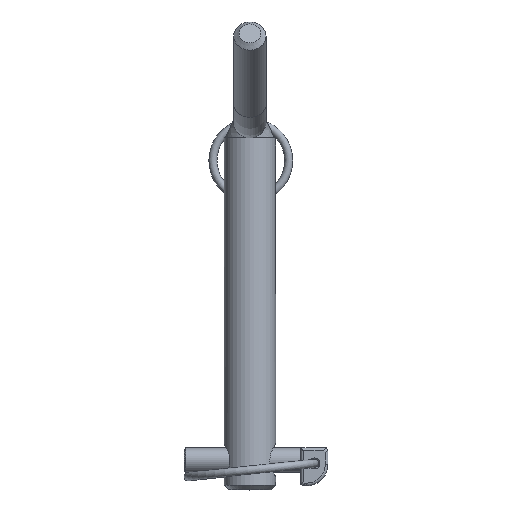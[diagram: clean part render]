
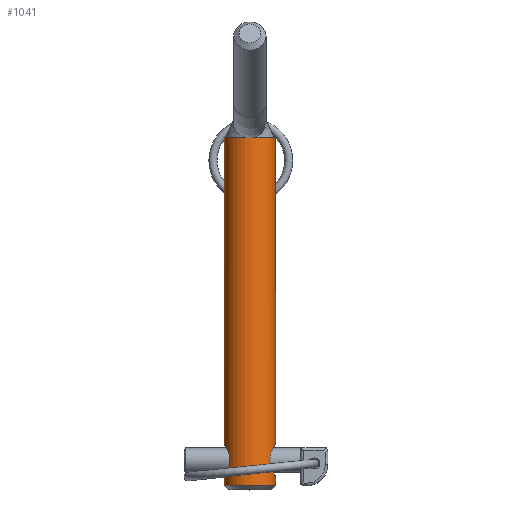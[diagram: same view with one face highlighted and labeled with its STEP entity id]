
A CAD part, top view. The second image highlights one B-rep face of the part: STEP entity #1041.
In plain terms, the highlighted cylindrical face has radius 9.5 mm (diameter 19 mm), a full revolution.
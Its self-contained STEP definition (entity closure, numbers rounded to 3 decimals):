
#72=FACE_BOUND('',#388,.T.);
#75=CIRCLE('',#1272,9.5);
#76=CIRCLE('',#1273,9.5);
#78=CIRCLE('',#1276,9.5);
#163=CYLINDRICAL_SURFACE('',#1275,9.5);
#188=LINE('',#12844,#244);
#189=LINE('',#12865,#245);
#244=VECTOR('',#1427,9.5);
#245=VECTOR('',#1428,9.5);
#323=FACE_OUTER_BOUND('',#387,.T.);
#387=EDGE_LOOP('',(#763,#764,#765,#766,#767,#768,#769,#770,#771));
#388=EDGE_LOOP('',(#772,#773));
#455=B_SPLINE_CURVE_WITH_KNOTS('',3,(#12846,#12847,#12848,#12849,#12850,
#12851,#12852,#12853,#12854,#12855,#12856,#12857,#12858,#12859,#12860,#12861,
#12862,#12863,#12864),.UNSPECIFIED.,.F.,.F.,(4,2,2,2,3,2,2,2,4),(2.81,
3.043,3.276,3.511,3.747,3.982,
4.217,4.45,4.683),.UNSPECIFIED.);
#456=B_SPLINE_CURVE_WITH_KNOTS('',3,(#12866,#12867,#12868,#12869,#12870,
#12871,#12872,#12873,#12874,#12875,#12876,#12877,#12878,#12879,#12880,#12881,
#12882,#12883),.UNSPECIFIED.,.F.,.F.,(4,2,2,2,2,2,2,2,4),(0.937,
1.17,1.403,1.638,1.873,2.108,
2.344,2.577,2.81),.UNSPECIFIED.);
#457=B_SPLINE_CURVE_WITH_KNOTS('',3,(#12886,#12887,#12888,#12889,#12890,
#12891,#12892,#12893,#12894,#12895,#12896,#12897,#12898,#12899,#12900,#12901,
#12902,#12903,#12904,#12905,#12906,#12907,#12908,#12909,#12910,#12911),
 .UNSPECIFIED.,.F.,.F.,(4,2,2,2,2,2,2,2,2,2,2,2,4),(0.,0.235,
0.47,0.703,0.937,1.17,
1.403,1.638,1.873,2.108,2.344,
2.577,2.81),.UNSPECIFIED.);
#458=B_SPLINE_CURVE_WITH_KNOTS('',3,(#12912,#12913,#12914,#12915,#12916,
#12917,#12918,#12919,#12920,#12921),.UNSPECIFIED.,.F.,.F.,(4,2,2,2,4),(2.81,
3.043,3.276,3.511,3.747),
 .UNSPECIFIED.);
#495=VERTEX_POINT('',#12833);
#496=VERTEX_POINT('',#12834);
#498=VERTEX_POINT('',#12841);
#499=VERTEX_POINT('',#12843);
#500=VERTEX_POINT('',#12845);
#501=VERTEX_POINT('',#12884);
#502=VERTEX_POINT('',#12885);
#592=EDGE_CURVE('',#495,#496,#75,.T.);
#593=EDGE_CURVE('',#496,#495,#76,.T.);
#596=EDGE_CURVE('',#498,#498,#78,.T.);
#597=EDGE_CURVE('',#498,#499,#188,.T.);
#598=EDGE_CURVE('',#499,#500,#455,.T.);
#599=EDGE_CURVE('',#500,#496,#189,.T.);
#600=EDGE_CURVE('',#500,#499,#456,.T.);
#601=EDGE_CURVE('',#501,#502,#457,.T.);
#602=EDGE_CURVE('',#502,#501,#458,.T.);
#763=ORIENTED_EDGE('',*,*,#596,.F.);
#764=ORIENTED_EDGE('',*,*,#597,.T.);
#765=ORIENTED_EDGE('',*,*,#598,.T.);
#766=ORIENTED_EDGE('',*,*,#599,.T.);
#767=ORIENTED_EDGE('',*,*,#592,.F.);
#768=ORIENTED_EDGE('',*,*,#593,.F.);
#769=ORIENTED_EDGE('',*,*,#599,.F.);
#770=ORIENTED_EDGE('',*,*,#600,.T.);
#771=ORIENTED_EDGE('',*,*,#597,.F.);
#772=ORIENTED_EDGE('',*,*,#601,.T.);
#773=ORIENTED_EDGE('',*,*,#602,.T.);
#1041=ADVANCED_FACE('',(#323,#72),#163,.T.);
#1272=AXIS2_PLACEMENT_3D('',#12835,#1416,#1417);
#1273=AXIS2_PLACEMENT_3D('',#12836,#1418,#1419);
#1275=AXIS2_PLACEMENT_3D('',#12840,#1423,#1424);
#1276=AXIS2_PLACEMENT_3D('',#12842,#1425,#1426);
#1416=DIRECTION('center_axis',(0.,-1.,0.));
#1417=DIRECTION('ref_axis',(1.,0.,0.));
#1418=DIRECTION('center_axis',(0.,-1.,0.));
#1419=DIRECTION('ref_axis',(1.,0.,0.));
#1423=DIRECTION('center_axis',(0.,1.,0.));
#1424=DIRECTION('ref_axis',(-1.,0.,0.));
#1425=DIRECTION('center_axis',(0.,1.,0.));
#1426=DIRECTION('ref_axis',(-1.,0.,0.));
#1427=DIRECTION('',(0.,-1.,0.));
#1428=DIRECTION('',(0.,-1.,0.));
#12833=CARTESIAN_POINT('',(-9.5,1.678,0.));
#12834=CARTESIAN_POINT('',(9.5,1.678,0.));
#12835=CARTESIAN_POINT('Origin',(0.,1.678,0.));
#12836=CARTESIAN_POINT('Origin',(0.,1.678,0.));
#12840=CARTESIAN_POINT('Origin',(0.,0.,0.));
#12841=CARTESIAN_POINT('',(9.5,130.,0.));
#12842=CARTESIAN_POINT('Origin',(0.,130.,0.));
#12843=CARTESIAN_POINT('',(9.5,17.,0.));
#12844=CARTESIAN_POINT('',(9.5,0.,0.));
#12845=CARTESIAN_POINT('',(9.5,5.,0.));
#12846=CARTESIAN_POINT('Ctrl Pts',(9.5,17.,0.));
#12847=CARTESIAN_POINT('Ctrl Pts',(9.5,17.,-0.777));
#12848=CARTESIAN_POINT('Ctrl Pts',(9.396,16.84,-1.592));
#12849=CARTESIAN_POINT('Ctrl Pts',(9.024,16.22,-3.064));
#12850=CARTESIAN_POINT('Ctrl Pts',(8.759,15.761,-3.724));
#12851=CARTESIAN_POINT('Ctrl Pts',(8.239,14.72,-4.765));
#12852=CARTESIAN_POINT('Ctrl Pts',(7.946,14.061,-5.221));
#12853=CARTESIAN_POINT('Ctrl Pts',(7.504,12.595,-5.839));
#12854=CARTESIAN_POINT('Ctrl Pts',(7.365,11.784,-6.));
#12855=CARTESIAN_POINT('Ctrl Pts',(7.365,11.,-6.));
#12856=CARTESIAN_POINT('Ctrl Pts',(7.365,10.216,-6.));
#12857=CARTESIAN_POINT('Ctrl Pts',(7.504,9.405,-5.839));
#12858=CARTESIAN_POINT('Ctrl Pts',(7.946,7.939,-5.221));
#12859=CARTESIAN_POINT('Ctrl Pts',(8.239,7.28,-4.765));
#12860=CARTESIAN_POINT('Ctrl Pts',(8.759,6.239,-3.724));
#12861=CARTESIAN_POINT('Ctrl Pts',(9.024,5.78,-3.064));
#12862=CARTESIAN_POINT('Ctrl Pts',(9.396,5.16,-1.592));
#12863=CARTESIAN_POINT('Ctrl Pts',(9.5,5.,-0.777));
#12864=CARTESIAN_POINT('Ctrl Pts',(9.5,5.,0.));
#12865=CARTESIAN_POINT('',(9.5,0.,0.));
#12866=CARTESIAN_POINT('Ctrl Pts',(9.5,5.,0.));
#12867=CARTESIAN_POINT('Ctrl Pts',(9.5,5.,0.777));
#12868=CARTESIAN_POINT('Ctrl Pts',(9.396,5.16,1.592));
#12869=CARTESIAN_POINT('Ctrl Pts',(9.024,5.78,3.064));
#12870=CARTESIAN_POINT('Ctrl Pts',(8.759,6.239,3.724));
#12871=CARTESIAN_POINT('Ctrl Pts',(8.239,7.28,4.765));
#12872=CARTESIAN_POINT('Ctrl Pts',(7.946,7.939,5.221));
#12873=CARTESIAN_POINT('Ctrl Pts',(7.504,9.405,5.839));
#12874=CARTESIAN_POINT('Ctrl Pts',(7.365,10.216,6.));
#12875=CARTESIAN_POINT('Ctrl Pts',(7.365,11.784,6.));
#12876=CARTESIAN_POINT('Ctrl Pts',(7.504,12.595,5.839));
#12877=CARTESIAN_POINT('Ctrl Pts',(7.946,14.061,5.221));
#12878=CARTESIAN_POINT('Ctrl Pts',(8.239,14.72,4.765));
#12879=CARTESIAN_POINT('Ctrl Pts',(8.759,15.761,3.724));
#12880=CARTESIAN_POINT('Ctrl Pts',(9.024,16.22,3.064));
#12881=CARTESIAN_POINT('Ctrl Pts',(9.396,16.84,1.592));
#12882=CARTESIAN_POINT('Ctrl Pts',(9.5,17.,0.777));
#12883=CARTESIAN_POINT('Ctrl Pts',(9.5,17.,0.));
#12884=CARTESIAN_POINT('',(-7.365,11.,-6.));
#12885=CARTESIAN_POINT('',(-9.5,5.,0.));
#12886=CARTESIAN_POINT('Ctrl Pts',(-7.365,11.,-6.));
#12887=CARTESIAN_POINT('Ctrl Pts',(-7.365,11.784,-6.));
#12888=CARTESIAN_POINT('Ctrl Pts',(-7.504,12.595,-5.839));
#12889=CARTESIAN_POINT('Ctrl Pts',(-7.946,14.061,-5.221));
#12890=CARTESIAN_POINT('Ctrl Pts',(-8.239,14.72,-4.765));
#12891=CARTESIAN_POINT('Ctrl Pts',(-8.759,15.761,-3.724));
#12892=CARTESIAN_POINT('Ctrl Pts',(-9.024,16.22,-3.064));
#12893=CARTESIAN_POINT('Ctrl Pts',(-9.396,16.84,-1.592));
#12894=CARTESIAN_POINT('Ctrl Pts',(-9.5,17.,-0.777));
#12895=CARTESIAN_POINT('Ctrl Pts',(-9.5,17.,0.777));
#12896=CARTESIAN_POINT('Ctrl Pts',(-9.396,16.84,1.592));
#12897=CARTESIAN_POINT('Ctrl Pts',(-9.024,16.22,3.064));
#12898=CARTESIAN_POINT('Ctrl Pts',(-8.759,15.761,3.724));
#12899=CARTESIAN_POINT('Ctrl Pts',(-8.239,14.72,4.765));
#12900=CARTESIAN_POINT('Ctrl Pts',(-7.946,14.061,5.221));
#12901=CARTESIAN_POINT('Ctrl Pts',(-7.504,12.595,5.839));
#12902=CARTESIAN_POINT('Ctrl Pts',(-7.365,11.784,6.));
#12903=CARTESIAN_POINT('Ctrl Pts',(-7.365,10.216,6.));
#12904=CARTESIAN_POINT('Ctrl Pts',(-7.504,9.405,5.839));
#12905=CARTESIAN_POINT('Ctrl Pts',(-7.946,7.939,5.221));
#12906=CARTESIAN_POINT('Ctrl Pts',(-8.239,7.28,4.765));
#12907=CARTESIAN_POINT('Ctrl Pts',(-8.759,6.239,3.724));
#12908=CARTESIAN_POINT('Ctrl Pts',(-9.024,5.78,3.064));
#12909=CARTESIAN_POINT('Ctrl Pts',(-9.396,5.16,1.592));
#12910=CARTESIAN_POINT('Ctrl Pts',(-9.5,5.,0.777));
#12911=CARTESIAN_POINT('Ctrl Pts',(-9.5,5.,0.));
#12912=CARTESIAN_POINT('Ctrl Pts',(-9.5,5.,0.));
#12913=CARTESIAN_POINT('Ctrl Pts',(-9.5,5.,-0.777));
#12914=CARTESIAN_POINT('Ctrl Pts',(-9.396,5.16,-1.592));
#12915=CARTESIAN_POINT('Ctrl Pts',(-9.024,5.78,-3.064));
#12916=CARTESIAN_POINT('Ctrl Pts',(-8.759,6.239,-3.724));
#12917=CARTESIAN_POINT('Ctrl Pts',(-8.239,7.28,-4.765));
#12918=CARTESIAN_POINT('Ctrl Pts',(-7.946,7.939,-5.221));
#12919=CARTESIAN_POINT('Ctrl Pts',(-7.504,9.405,-5.839));
#12920=CARTESIAN_POINT('Ctrl Pts',(-7.365,10.216,-6.));
#12921=CARTESIAN_POINT('Ctrl Pts',(-7.365,11.,-6.));
